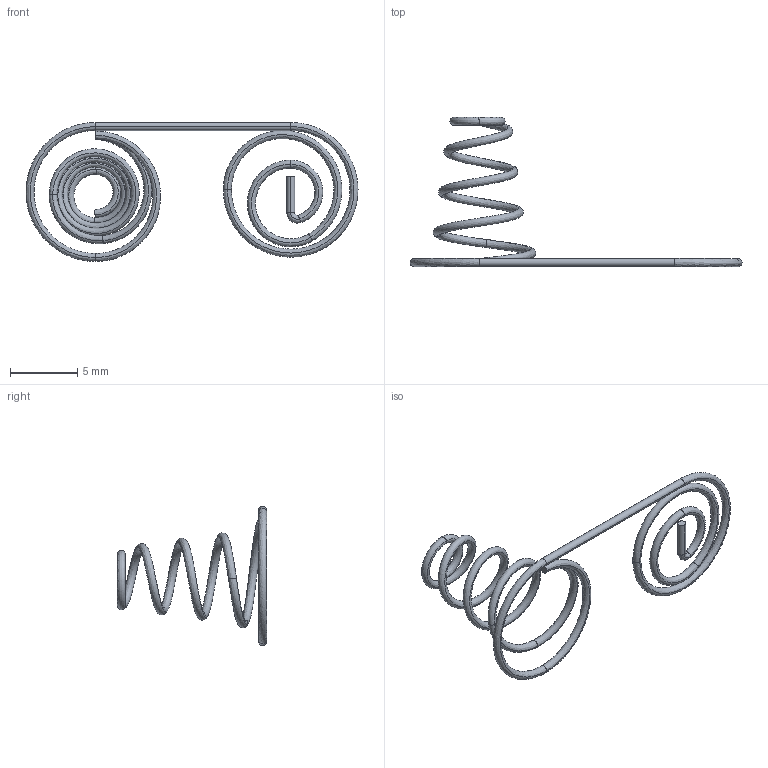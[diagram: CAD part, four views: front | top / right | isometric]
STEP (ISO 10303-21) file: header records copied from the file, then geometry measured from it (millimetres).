
FILE_DESCRIPTION (( 'STEP AP214' ), '1' );
FILE_NAME ('Terminal+-.STEP', '2022-07-28T09:24:11', ( '' ), ( '' ), 'SwSTEP 2.0', 'SolidWorks 2020', '' );
FILE_SCHEMA (( 'AUTOMOTIVE_DESIGN' ));
Length unit declared in the file: millimetre
Products named in the file (1): Terminal+-
Bounding box: 24.66 x 11.1 x 10.32 mm (x, y, z)
Volume: 49.6 mm3; surface area: 330.3 mm2
Topology: 1 solids, 1 shells, 31 faces, 63 edges, 34 vertices
Faces by surface type: bspline 28, plane 3
Entity records: 2182 total; most frequent: CARTESIAN_POINT 1800, ORIENTED_EDGE 126, EDGE_CURVE 63, VERTEX_POINT 34, FACE_OUTER_BOUND 31, EDGE_LOOP 31, ADVANCED_FACE 31, B_SPLINE_CURVE_WITH_KNOTS 13
